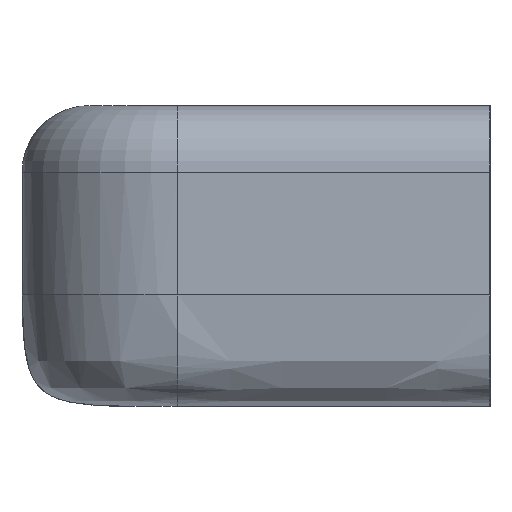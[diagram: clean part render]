
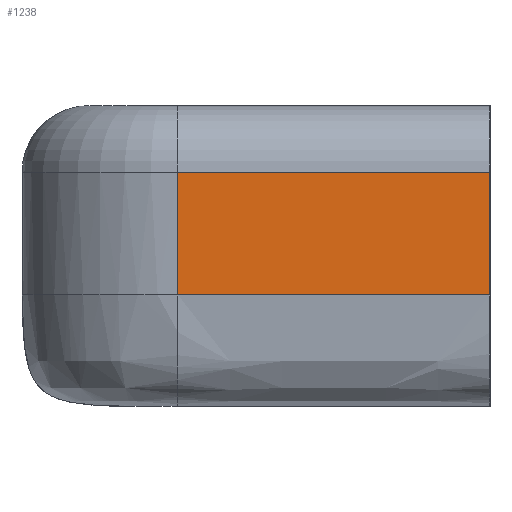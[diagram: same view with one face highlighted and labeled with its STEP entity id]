
A CAD part, left-side view. The second image highlights one B-rep face of the part: STEP entity #1238.
In plain terms, the highlighted planar face has unit normal (-1, 0, 0).
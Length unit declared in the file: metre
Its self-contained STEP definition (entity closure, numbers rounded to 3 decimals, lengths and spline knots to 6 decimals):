
#106=B_SPLINE_CURVE_WITH_KNOTS('',3,(#1829,#1830,#1831,#1832),
 .UNSPECIFIED.,.F.,.F.,(4,4),(0.78987,1.),.UNSPECIFIED.);
#163=ORIENTED_EDGE('',*,*,#541,.F.);
#164=ORIENTED_EDGE('',*,*,#542,.F.);
#165=ORIENTED_EDGE('',*,*,#543,.F.);
#166=ORIENTED_EDGE('',*,*,#544,.F.);
#541=EDGE_CURVE('',#730,#731,#849,.T.);
#542=EDGE_CURVE('',#732,#730,#850,.T.);
#543=EDGE_CURVE('',#733,#732,#851,.T.);
#544=EDGE_CURVE('',#731,#733,#106,.T.);
#730=VERTEX_POINT('',#1823);
#731=VERTEX_POINT('',#1824);
#732=VERTEX_POINT('',#1826);
#733=VERTEX_POINT('',#1828);
#849=LINE('',#1822,#949);
#850=LINE('',#1825,#950);
#851=LINE('',#1827,#951);
#949=VECTOR('',#1458,1.);
#950=VECTOR('',#1459,1.);
#951=VECTOR('',#1460,1.);
#1039=EDGE_LOOP('',(#163,#164,#165,#166));
#1121=FACE_BOUND('',#1039,.T.);
#1202=PLANE('',#1326);
#1238=ADVANCED_FACE('',(#1121),#1202,.F.);
#1326=AXIS2_PLACEMENT_3D('',#1821,#1456,#1457);
#1456=DIRECTION('',(1.,0.,0.));
#1457=DIRECTION('',(0.,0.,1.));
#1458=DIRECTION('',(0.,0.,-1.));
#1459=DIRECTION('',(0.,-1.,0.));
#1460=DIRECTION('',(0.,0.,1.));
#1821=CARTESIAN_POINT('',(0.0468,0.028916,-0.0095));
#1822=CARTESIAN_POINT('',(0.0468,0.04823,-0.0095));
#1823=CARTESIAN_POINT('',(0.0468,0.04823,0.001));
#1824=CARTESIAN_POINT('',(0.0468,0.04823,-0.0045));
#1825=CARTESIAN_POINT('',(0.0468,-0.004399,0.001));
#1826=CARTESIAN_POINT('',(0.0468,0.062231,0.001));
#1827=CARTESIAN_POINT('',(0.0468,0.062231,-0.0095));
#1828=CARTESIAN_POINT('',(0.0468,0.062231,-0.0045));
#1829=CARTESIAN_POINT('',(0.0468,0.04823,-0.0045));
#1830=CARTESIAN_POINT('',(0.0468,0.052897,-0.0045));
#1831=CARTESIAN_POINT('',(0.0468,0.057564,-0.0045));
#1832=CARTESIAN_POINT('',(0.0468,0.062231,-0.0045));
